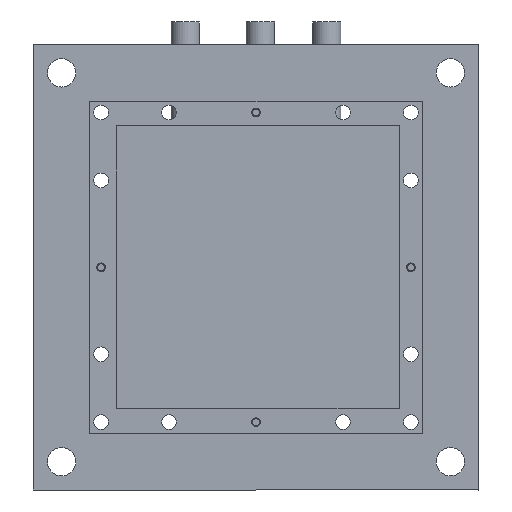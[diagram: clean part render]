
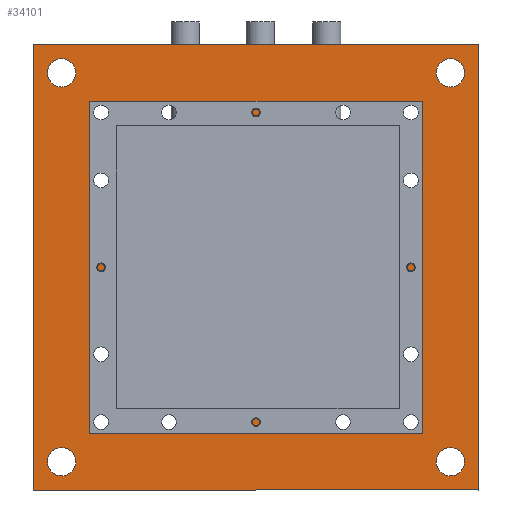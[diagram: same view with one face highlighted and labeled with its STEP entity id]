
A CAD part, front view. The second image highlights one B-rep face of the part: STEP entity #34101.
In plain terms, the highlighted face is planar.
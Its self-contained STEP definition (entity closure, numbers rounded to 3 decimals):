
#1317=LINE('',#47974,#5345);
#1321=LINE('',#47982,#5349);
#1324=LINE('',#47988,#5352);
#1327=LINE('',#47993,#5355);
#1329=LINE('',#47998,#5357);
#1333=LINE('',#48006,#5361);
#1336=LINE('',#48012,#5364);
#1339=LINE('',#48017,#5367);
#5345=VECTOR('',#38751,0.827);
#5349=VECTOR('',#38757,0.394);
#5352=VECTOR('',#38762,0.827);
#5355=VECTOR('',#38767,0.394);
#5357=VECTOR('',#38771,7.875);
#5361=VECTOR('',#38777,7.875);
#5364=VECTOR('',#38782,7.875);
#5367=VECTOR('',#38787,7.875);
#9382=PLANE('',#36172);
#11058=FACE_BOUND('',#13653,.T.);
#11059=FACE_BOUND('',#13654,.T.);
#11060=FACE_BOUND('',#13655,.T.);
#11061=FACE_BOUND('',#13656,.T.);
#11062=FACE_BOUND('',#13657,.T.);
#11063=FACE_BOUND('',#13658,.T.);
#11064=FACE_BOUND('',#13659,.T.);
#11065=FACE_BOUND('',#13660,.T.);
#11066=FACE_BOUND('',#13661,.T.);
#11067=FACE_BOUND('',#13662,.T.);
#11068=FACE_BOUND('',#13663,.T.);
#11069=FACE_BOUND('',#13664,.T.);
#11070=FACE_BOUND('',#13665,.T.);
#11071=FACE_BOUND('',#13666,.T.);
#11072=FACE_BOUND('',#13667,.T.);
#11073=FACE_BOUND('',#13668,.T.);
#11074=FACE_BOUND('',#13669,.T.);
#11075=FACE_BOUND('',#13670,.T.);
#11617=FACE_OUTER_BOUND('',#13652,.T.);
#13652=EDGE_LOOP('',(#24520,#24521,#24522,#24523));
#13653=EDGE_LOOP('',(#24524));
#13654=EDGE_LOOP('',(#24525,#24526,#24527,#24528));
#13655=EDGE_LOOP('',(#24529));
#13656=EDGE_LOOP('',(#24530));
#13657=EDGE_LOOP('',(#24531));
#13658=EDGE_LOOP('',(#24532));
#13659=EDGE_LOOP('',(#24533));
#13660=EDGE_LOOP('',(#24534));
#13661=EDGE_LOOP('',(#24535));
#13662=EDGE_LOOP('',(#24536));
#13663=EDGE_LOOP('',(#24537));
#13664=EDGE_LOOP('',(#24538));
#13665=EDGE_LOOP('',(#24539));
#13666=EDGE_LOOP('',(#24540));
#13667=EDGE_LOOP('',(#24541));
#13668=EDGE_LOOP('',(#24542));
#13669=EDGE_LOOP('',(#24543));
#13670=EDGE_LOOP('',(#24544));
#16208=CIRCLE('',#36146,0.125);
#16225=CIRCLE('',#36173,0.13);
#16226=CIRCLE('',#36174,0.13);
#16227=CIRCLE('',#36175,0.13);
#16228=CIRCLE('',#36176,0.25);
#16229=CIRCLE('',#36177,0.13);
#16230=CIRCLE('',#36178,0.13);
#16231=CIRCLE('',#36179,0.13);
#16232=CIRCLE('',#36180,0.25);
#16233=CIRCLE('',#36181,0.25);
#16234=CIRCLE('',#36182,0.13);
#16235=CIRCLE('',#36183,0.13);
#16236=CIRCLE('',#36184,0.13);
#16237=CIRCLE('',#36185,0.25);
#16238=CIRCLE('',#36186,0.13);
#16239=CIRCLE('',#36187,0.13);
#16240=CIRCLE('',#36188,0.13);
#16724=VERTEX_POINT('',#47969);
#16725=VERTEX_POINT('',#47972);
#16726=VERTEX_POINT('',#47973);
#16729=VERTEX_POINT('',#47981);
#16731=VERTEX_POINT('',#47987);
#16733=VERTEX_POINT('',#47996);
#16734=VERTEX_POINT('',#47997);
#16737=VERTEX_POINT('',#48005);
#16739=VERTEX_POINT('',#48011);
#16757=VERTEX_POINT('',#48053);
#16758=VERTEX_POINT('',#48055);
#16759=VERTEX_POINT('',#48057);
#16760=VERTEX_POINT('',#48059);
#16761=VERTEX_POINT('',#48061);
#16762=VERTEX_POINT('',#48063);
#16763=VERTEX_POINT('',#48065);
#16764=VERTEX_POINT('',#48067);
#16765=VERTEX_POINT('',#48069);
#16766=VERTEX_POINT('',#48071);
#16767=VERTEX_POINT('',#48073);
#16768=VERTEX_POINT('',#48075);
#16769=VERTEX_POINT('',#48077);
#16770=VERTEX_POINT('',#48079);
#16771=VERTEX_POINT('',#48081);
#16772=VERTEX_POINT('',#48083);
#19772=EDGE_CURVE('',#16724,#16724,#16208,.T.);
#19773=EDGE_CURVE('',#16725,#16726,#1317,.T.);
#19777=EDGE_CURVE('',#16726,#16729,#1321,.T.);
#19780=EDGE_CURVE('',#16729,#16731,#1324,.T.);
#19783=EDGE_CURVE('',#16731,#16725,#1327,.T.);
#19785=EDGE_CURVE('',#16733,#16734,#1329,.T.);
#19789=EDGE_CURVE('',#16734,#16737,#1333,.T.);
#19792=EDGE_CURVE('',#16737,#16739,#1336,.T.);
#19795=EDGE_CURVE('',#16739,#16733,#1339,.T.);
#19813=EDGE_CURVE('',#16757,#16757,#16225,.T.);
#19814=EDGE_CURVE('',#16758,#16758,#16226,.T.);
#19815=EDGE_CURVE('',#16759,#16759,#16227,.T.);
#19816=EDGE_CURVE('',#16760,#16760,#16228,.T.);
#19817=EDGE_CURVE('',#16761,#16761,#16229,.T.);
#19818=EDGE_CURVE('',#16762,#16762,#16230,.T.);
#19819=EDGE_CURVE('',#16763,#16763,#16231,.T.);
#19820=EDGE_CURVE('',#16764,#16764,#16232,.T.);
#19821=EDGE_CURVE('',#16765,#16765,#16233,.T.);
#19822=EDGE_CURVE('',#16766,#16766,#16234,.T.);
#19823=EDGE_CURVE('',#16767,#16767,#16235,.T.);
#19824=EDGE_CURVE('',#16768,#16768,#16236,.T.);
#19825=EDGE_CURVE('',#16769,#16769,#16237,.T.);
#19826=EDGE_CURVE('',#16770,#16770,#16238,.T.);
#19827=EDGE_CURVE('',#16771,#16771,#16239,.T.);
#19828=EDGE_CURVE('',#16772,#16772,#16240,.T.);
#24520=ORIENTED_EDGE('',*,*,#19785,.F.);
#24521=ORIENTED_EDGE('',*,*,#19795,.F.);
#24522=ORIENTED_EDGE('',*,*,#19792,.F.);
#24523=ORIENTED_EDGE('',*,*,#19789,.F.);
#24524=ORIENTED_EDGE('',*,*,#19772,.T.);
#24525=ORIENTED_EDGE('',*,*,#19780,.T.);
#24526=ORIENTED_EDGE('',*,*,#19783,.T.);
#24527=ORIENTED_EDGE('',*,*,#19773,.T.);
#24528=ORIENTED_EDGE('',*,*,#19777,.T.);
#24529=ORIENTED_EDGE('',*,*,#19813,.F.);
#24530=ORIENTED_EDGE('',*,*,#19814,.F.);
#24531=ORIENTED_EDGE('',*,*,#19815,.F.);
#24532=ORIENTED_EDGE('',*,*,#19816,.F.);
#24533=ORIENTED_EDGE('',*,*,#19817,.F.);
#24534=ORIENTED_EDGE('',*,*,#19818,.F.);
#24535=ORIENTED_EDGE('',*,*,#19819,.F.);
#24536=ORIENTED_EDGE('',*,*,#19820,.F.);
#24537=ORIENTED_EDGE('',*,*,#19821,.F.);
#24538=ORIENTED_EDGE('',*,*,#19822,.F.);
#24539=ORIENTED_EDGE('',*,*,#19823,.F.);
#24540=ORIENTED_EDGE('',*,*,#19824,.F.);
#24541=ORIENTED_EDGE('',*,*,#19825,.F.);
#24542=ORIENTED_EDGE('',*,*,#19826,.F.);
#24543=ORIENTED_EDGE('',*,*,#19827,.F.);
#24544=ORIENTED_EDGE('',*,*,#19828,.F.);
#34101=ADVANCED_FACE('',(#11617,#11058,#11059,#11060,#11061,#11062,#11063,
#11064,#11065,#11066,#11067,#11068,#11069,#11070,#11071,#11072,#11073,#11074,
#11075),#9382,.F.);
#36146=AXIS2_PLACEMENT_3D('',#47970,#38747,#38748);
#36172=AXIS2_PLACEMENT_3D('',#48052,#38823,#38824);
#36173=AXIS2_PLACEMENT_3D('',#48054,#38825,#38826);
#36174=AXIS2_PLACEMENT_3D('',#48056,#38827,#38828);
#36175=AXIS2_PLACEMENT_3D('',#48058,#38829,#38830);
#36176=AXIS2_PLACEMENT_3D('',#48060,#38831,#38832);
#36177=AXIS2_PLACEMENT_3D('',#48062,#38833,#38834);
#36178=AXIS2_PLACEMENT_3D('',#48064,#38835,#38836);
#36179=AXIS2_PLACEMENT_3D('',#48066,#38837,#38838);
#36180=AXIS2_PLACEMENT_3D('',#48068,#38839,#38840);
#36181=AXIS2_PLACEMENT_3D('',#48070,#38841,#38842);
#36182=AXIS2_PLACEMENT_3D('',#48072,#38843,#38844);
#36183=AXIS2_PLACEMENT_3D('',#48074,#38845,#38846);
#36184=AXIS2_PLACEMENT_3D('',#48076,#38847,#38848);
#36185=AXIS2_PLACEMENT_3D('',#48078,#38849,#38850);
#36186=AXIS2_PLACEMENT_3D('',#48080,#38851,#38852);
#36187=AXIS2_PLACEMENT_3D('',#48082,#38853,#38854);
#36188=AXIS2_PLACEMENT_3D('',#48084,#38855,#38856);
#38747=DIRECTION('center_axis',(0.,0.,1.));
#38748=DIRECTION('ref_axis',(1.,0.,0.));
#38751=DIRECTION('',(0.,-1.,0.));
#38757=DIRECTION('',(1.,0.,0.));
#38762=DIRECTION('',(0.,1.,0.));
#38767=DIRECTION('',(-1.,0.,0.));
#38771=DIRECTION('',(0.,-1.,0.));
#38777=DIRECTION('',(1.,0.,0.));
#38782=DIRECTION('',(0.,1.,0.));
#38787=DIRECTION('',(-1.,0.,0.));
#38823=DIRECTION('center_axis',(0.,0.,1.));
#38824=DIRECTION('ref_axis',(1.,0.,0.));
#38825=DIRECTION('center_axis',(0.,0.,-1.));
#38826=DIRECTION('ref_axis',(1.,0.,0.));
#38827=DIRECTION('center_axis',(0.,0.,-1.));
#38828=DIRECTION('ref_axis',(1.,0.,0.));
#38829=DIRECTION('center_axis',(0.,0.,-1.));
#38830=DIRECTION('ref_axis',(1.,0.,0.));
#38831=DIRECTION('center_axis',(0.,0.,-1.));
#38832=DIRECTION('ref_axis',(1.,0.,0.));
#38833=DIRECTION('center_axis',(0.,0.,-1.));
#38834=DIRECTION('ref_axis',(1.,0.,0.));
#38835=DIRECTION('center_axis',(0.,0.,-1.));
#38836=DIRECTION('ref_axis',(1.,0.,0.));
#38837=DIRECTION('center_axis',(0.,0.,-1.));
#38838=DIRECTION('ref_axis',(1.,0.,0.));
#38839=DIRECTION('center_axis',(0.,0.,-1.));
#38840=DIRECTION('ref_axis',(1.,0.,0.));
#38841=DIRECTION('center_axis',(0.,0.,-1.));
#38842=DIRECTION('ref_axis',(1.,0.,0.));
#38843=DIRECTION('center_axis',(0.,0.,-1.));
#38844=DIRECTION('ref_axis',(1.,0.,0.));
#38845=DIRECTION('center_axis',(0.,0.,-1.));
#38846=DIRECTION('ref_axis',(1.,0.,0.));
#38847=DIRECTION('center_axis',(0.,0.,-1.));
#38848=DIRECTION('ref_axis',(1.,0.,0.));
#38849=DIRECTION('center_axis',(0.,0.,-1.));
#38850=DIRECTION('ref_axis',(1.,0.,0.));
#38851=DIRECTION('center_axis',(0.,0.,-1.));
#38852=DIRECTION('ref_axis',(1.,0.,0.));
#38853=DIRECTION('center_axis',(0.,0.,-1.));
#38854=DIRECTION('ref_axis',(1.,0.,0.));
#38855=DIRECTION('center_axis',(0.,0.,-1.));
#38856=DIRECTION('ref_axis',(1.,0.,0.));
#47969=CARTESIAN_POINT('',(0.963,1.338,0.));
#47970=CARTESIAN_POINT('Origin',(1.088,1.338,0.));
#47972=CARTESIAN_POINT('',(1.023,-0.423,0.));
#47973=CARTESIAN_POINT('',(1.023,-1.25,0.));
#47974=CARTESIAN_POINT('',(1.023,-0.625,0.));
#47981=CARTESIAN_POINT('',(1.417,-1.25,0.));
#47982=CARTESIAN_POINT('',(0.708,-1.25,0.));
#47987=CARTESIAN_POINT('',(1.417,-0.423,0.));
#47988=CARTESIAN_POINT('',(1.417,-0.211,0.));
#47993=CARTESIAN_POINT('',(0.511,-0.422,0.));
#47996=CARTESIAN_POINT('',(-3.938,3.938,0.));
#47997=CARTESIAN_POINT('',(-3.938,-3.938,0.));
#47998=CARTESIAN_POINT('',(-3.938,3.938,0.));
#48005=CARTESIAN_POINT('',(3.938,-3.938,0.));
#48006=CARTESIAN_POINT('',(-3.938,-3.938,0.));
#48011=CARTESIAN_POINT('',(3.938,3.938,0.));
#48012=CARTESIAN_POINT('',(3.938,-3.938,0.));
#48017=CARTESIAN_POINT('',(3.938,3.938,0.));
#48052=CARTESIAN_POINT('Origin',(0.,0.,0.));
#48053=CARTESIAN_POINT('',(1.668,2.737,0.));
#48054=CARTESIAN_POINT('Origin',(1.538,2.737,0.));
#48055=CARTESIAN_POINT('',(2.868,1.537,0.));
#48056=CARTESIAN_POINT('Origin',(2.738,1.537,0.));
#48057=CARTESIAN_POINT('',(2.868,2.737,0.));
#48058=CARTESIAN_POINT('Origin',(2.738,2.737,0.));
#48059=CARTESIAN_POINT('',(3.688,3.437,0.));
#48060=CARTESIAN_POINT('Origin',(3.438,3.437,0.));
#48061=CARTESIAN_POINT('',(1.667,-2.738,0.));
#48062=CARTESIAN_POINT('Origin',(1.537,-2.738,0.));
#48063=CARTESIAN_POINT('',(2.867,-2.738,0.));
#48064=CARTESIAN_POINT('Origin',(2.737,-2.738,0.));
#48065=CARTESIAN_POINT('',(2.868,-1.538,0.));
#48066=CARTESIAN_POINT('Origin',(2.738,-1.538,0.));
#48067=CARTESIAN_POINT('',(3.687,-3.438,0.));
#48068=CARTESIAN_POINT('Origin',(3.437,-3.438,0.));
#48069=CARTESIAN_POINT('',(-3.188,-3.437,0.));
#48070=CARTESIAN_POINT('Origin',(-3.438,-3.437,0.));
#48071=CARTESIAN_POINT('',(-2.608,-2.738,0.));
#48072=CARTESIAN_POINT('Origin',(-2.738,-2.738,0.));
#48073=CARTESIAN_POINT('',(-2.608,-1.538,0.));
#48074=CARTESIAN_POINT('Origin',(-2.738,-1.538,0.));
#48075=CARTESIAN_POINT('',(-1.408,-2.738,0.));
#48076=CARTESIAN_POINT('Origin',(-1.538,-2.738,0.));
#48077=CARTESIAN_POINT('',(-3.188,3.438,0.));
#48078=CARTESIAN_POINT('Origin',(-3.438,3.438,0.));
#48079=CARTESIAN_POINT('',(-2.608,1.538,0.));
#48080=CARTESIAN_POINT('Origin',(-2.738,1.538,0.));
#48081=CARTESIAN_POINT('',(-2.608,2.738,0.));
#48082=CARTESIAN_POINT('Origin',(-2.738,2.738,0.));
#48083=CARTESIAN_POINT('',(-1.408,2.738,0.));
#48084=CARTESIAN_POINT('Origin',(-1.538,2.738,0.));
